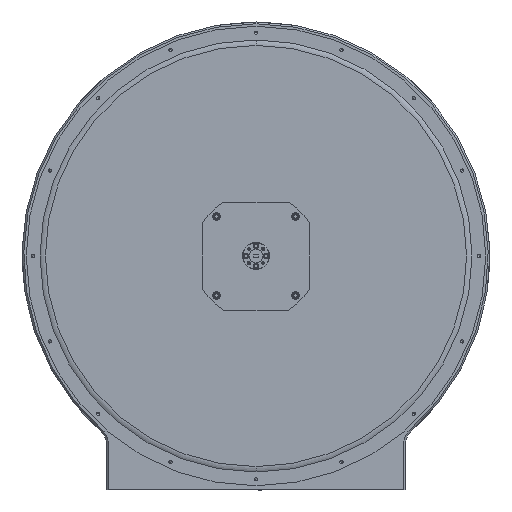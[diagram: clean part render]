
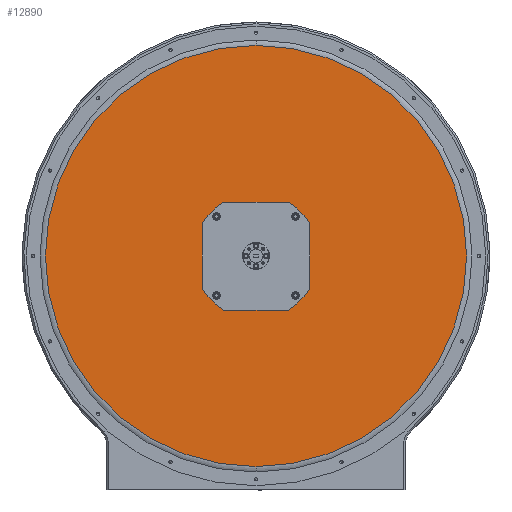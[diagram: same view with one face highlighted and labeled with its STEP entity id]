
A CAD part, front view. The second image highlights one B-rep face of the part: STEP entity #12890.
In plain terms, the highlighted planar face has unit normal (0, -1, 0).
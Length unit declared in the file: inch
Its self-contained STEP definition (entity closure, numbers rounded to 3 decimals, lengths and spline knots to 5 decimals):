
#707 = EDGE_CURVE ( 'NONE', #64840, #87278, #53006, .T. ) ;
#1768 = EDGE_CURVE ( 'NONE', #8874, #52219, #20852, .T. ) ;
#2398 = VERTEX_POINT ( 'NONE', #81987 ) ;
#3564 = AXIS2_PLACEMENT_3D ( 'NONE', #31025, #54254, #39847 ) ;
#4057 = VECTOR ( 'NONE', #45540, 39.37008 ) ;
#4945 = EDGE_LOOP ( 'NONE', ( #94477, #40719, #6271, #42037, #20100, #55585, #42493, #71643 ) ) ;
#5752 = EDGE_LOOP ( 'NONE', ( #72298, #85917 ) ) ;
#6256 = EDGE_CURVE ( 'NONE', #6958, #80569, #10891, .T. ) ;
#6271 = ORIENTED_EDGE ( 'NONE', *, *, #86503, .F. ) ;
#6958 = VERTEX_POINT ( 'NONE', #86131 ) ;
#7976 = CARTESIAN_POINT ( 'NONE',  ( 2.21864, -5.46979, -2.37531 ) ) ;
#8874 = VERTEX_POINT ( 'NONE', #41963 ) ;
#10619 = VERTEX_POINT ( 'NONE', #53478 ) ;
#10891 = CIRCLE ( 'NONE', #47268, 1.75 ) ;
#12890 = ADVANCED_FACE ( 'NONE', ( #32603, #16800 ), #60904, .T. ) ;
#15312 = CARTESIAN_POINT ( 'NONE',  ( 0.71864, -5.46979, -0.87531 ) ) ;
#16800 = FACE_BOUND ( 'NONE', #4945, .T. ) ;
#18538 = CARTESIAN_POINT ( 'NONE',  ( -0.78136, -5.46979, 0.02608 ) ) ;
#20100 = ORIENTED_EDGE ( 'NONE', *, *, #56571, .F. ) ;
#20170 = DIRECTION ( 'NONE',  ( 0., -1., 0. ) ) ;
#20653 = DIRECTION ( 'NONE',  ( 0., 0., -1. ) ) ;
#20852 = CIRCLE ( 'NONE', #3564, 1.75 ) ;
#21019 = CARTESIAN_POINT ( 'NONE',  ( 2.21864, -5.46979, 0.62469 ) ) ;
#23220 = DIRECTION ( 'NONE',  ( 0., 1., 0. ) ) ;
#24804 = VERTEX_POINT ( 'NONE', #18538 ) ;
#25383 = DIRECTION ( 'NONE',  ( 0., 0., -1. ) ) ;
#25530 = DIRECTION ( 'NONE',  ( 0., 0., -1. ) ) ;
#29809 = CARTESIAN_POINT ( 'NONE',  ( 0.71864, -5.46979, -0.87531 ) ) ;
#30768 = LINE ( 'NONE', #31229, #79162 ) ;
#31025 = CARTESIAN_POINT ( 'NONE',  ( 0.71864, -5.46979, -0.87531 ) ) ;
#31229 = CARTESIAN_POINT ( 'NONE',  ( -0.78136, -5.46979, -2.37531 ) ) ;
#32603 = FACE_OUTER_BOUND ( 'NONE', #5752, .T. ) ;
#35029 = AXIS2_PLACEMENT_3D ( 'NONE', #29809, #90129, #38642 ) ;
#38642 = DIRECTION ( 'NONE',  ( 0., 0., 1. ) ) ;
#39820 = CIRCLE ( 'NONE', #90428, 1.75 ) ;
#39847 = DIRECTION ( 'NONE',  ( 0., 0., 1. ) ) ;
#40293 = AXIS2_PLACEMENT_3D ( 'NONE', #77323, #46695, #25383 ) ;
#40719 = ORIENTED_EDGE ( 'NONE', *, *, #1768, .T. ) ;
#41963 = CARTESIAN_POINT ( 'NONE',  ( 2.21864, -5.46979, -1.77669 ) ) ;
#42037 = ORIENTED_EDGE ( 'NONE', *, *, #6256, .T. ) ;
#42462 = DIRECTION ( 'NONE',  ( 0., 0., -1. ) ) ;
#42493 = ORIENTED_EDGE ( 'NONE', *, *, #64274, .F. ) ;
#42899 = CIRCLE ( 'NONE', #35029, 1.75 ) ;
#43253 = DIRECTION ( 'NONE',  ( -1., 0., 0. ) ) ;
#43770 = CARTESIAN_POINT ( 'NONE',  ( 1.62002, -5.46979, -2.37531 ) ) ;
#44890 = CARTESIAN_POINT ( 'NONE',  ( 0.71864, -5.46979, -0.87531 ) ) ;
#45540 = DIRECTION ( 'NONE',  ( 0., 0., 1. ) ) ;
#46695 = DIRECTION ( 'NONE',  ( 0., -1., 0. ) ) ;
#47268 = AXIS2_PLACEMENT_3D ( 'NONE', #61620, #61130, #76874 ) ;
#47697 = EDGE_CURVE ( 'NONE', #8874, #10619, #60430, .T. ) ;
#49723 = LINE ( 'NONE', #94211, #64441 ) ;
#51860 = EDGE_CURVE ( 'NONE', #58957, #10619, #42899, .T. ) ;
#52219 = VERTEX_POINT ( 'NONE', #43770 ) ;
#52997 = DIRECTION ( 'NONE',  ( 1., 0., 0. ) ) ;
#53006 = CIRCLE ( 'NONE', #40293, 5.85 ) ;
#53478 = CARTESIAN_POINT ( 'NONE',  ( 2.21864, -5.46979, 0.02608 ) ) ;
#53694 = AXIS2_PLACEMENT_3D ( 'NONE', #56855, #65259, #42462 ) ;
#54215 = AXIS2_PLACEMENT_3D ( 'NONE', #44890, #20170, #20653 ) ;
#54254 = DIRECTION ( 'NONE',  ( 0., 1., 0. ) ) ;
#55585 = ORIENTED_EDGE ( 'NONE', *, *, #62754, .T. ) ;
#56571 = EDGE_CURVE ( 'NONE', #24804, #80569, #49723, .T. ) ;
#56855 = CARTESIAN_POINT ( 'NONE',  ( 0.71864, -5.46979, -0.87531 ) ) ;
#57275 = CARTESIAN_POINT ( 'NONE',  ( -0.78136, -5.46979, -1.77669 ) ) ;
#58957 = VERTEX_POINT ( 'NONE', #82727 ) ;
#59249 = VECTOR ( 'NONE', #43253, 39.37008 ) ;
#60430 = LINE ( 'NONE', #7976, #4057 ) ;
#60904 = PLANE ( 'NONE',  #53694 ) ;
#61130 = DIRECTION ( 'NONE',  ( 0., 1., 0. ) ) ;
#61620 = CARTESIAN_POINT ( 'NONE',  ( 0.71864, -5.46979, -0.87531 ) ) ;
#62754 = EDGE_CURVE ( 'NONE', #24804, #2398, #39820, .T. ) ;
#64274 = EDGE_CURVE ( 'NONE', #58957, #2398, #89266, .T. ) ;
#64441 = VECTOR ( 'NONE', #25530, 39.37008 ) ;
#64840 = VERTEX_POINT ( 'NONE', #90624 ) ;
#65259 = DIRECTION ( 'NONE',  ( 0., -1., 0. ) ) ;
#71217 = CARTESIAN_POINT ( 'NONE',  ( 0.71864, -5.46979, 4.97469 ) ) ;
#71643 = ORIENTED_EDGE ( 'NONE', *, *, #51860, .T. ) ;
#72298 = ORIENTED_EDGE ( 'NONE', *, *, #707, .T. ) ;
#76874 = DIRECTION ( 'NONE',  ( 0., 0., 1. ) ) ;
#77082 = DIRECTION ( 'NONE',  ( 0., 0., 1. ) ) ;
#77323 = CARTESIAN_POINT ( 'NONE',  ( 0.71864, -5.46979, -0.87531 ) ) ;
#79162 = VECTOR ( 'NONE', #52997, 39.37008 ) ;
#80569 = VERTEX_POINT ( 'NONE', #57275 ) ;
#81987 = CARTESIAN_POINT ( 'NONE',  ( -0.18275, -5.46979, 0.62469 ) ) ;
#82727 = CARTESIAN_POINT ( 'NONE',  ( 1.62002, -5.46979, 0.62469 ) ) ;
#85917 = ORIENTED_EDGE ( 'NONE', *, *, #94576, .T. ) ;
#86131 = CARTESIAN_POINT ( 'NONE',  ( -0.18275, -5.46979, -2.37531 ) ) ;
#86503 = EDGE_CURVE ( 'NONE', #6958, #52219, #30768, .T. ) ;
#87278 = VERTEX_POINT ( 'NONE', #71217 ) ;
#89266 = LINE ( 'NONE', #21019, #59249 ) ;
#90129 = DIRECTION ( 'NONE',  ( 0., 1., 0. ) ) ;
#90428 = AXIS2_PLACEMENT_3D ( 'NONE', #15312, #23220, #77082 ) ;
#90624 = CARTESIAN_POINT ( 'NONE',  ( 0.71864, -5.46979, -6.72531 ) ) ;
#93630 = CIRCLE ( 'NONE', #54215, 5.85 ) ;
#94211 = CARTESIAN_POINT ( 'NONE',  ( -0.78136, -5.46979, 0.62469 ) ) ;
#94477 = ORIENTED_EDGE ( 'NONE', *, *, #47697, .F. ) ;
#94576 = EDGE_CURVE ( 'NONE', #87278, #64840, #93630, .T. ) ;
